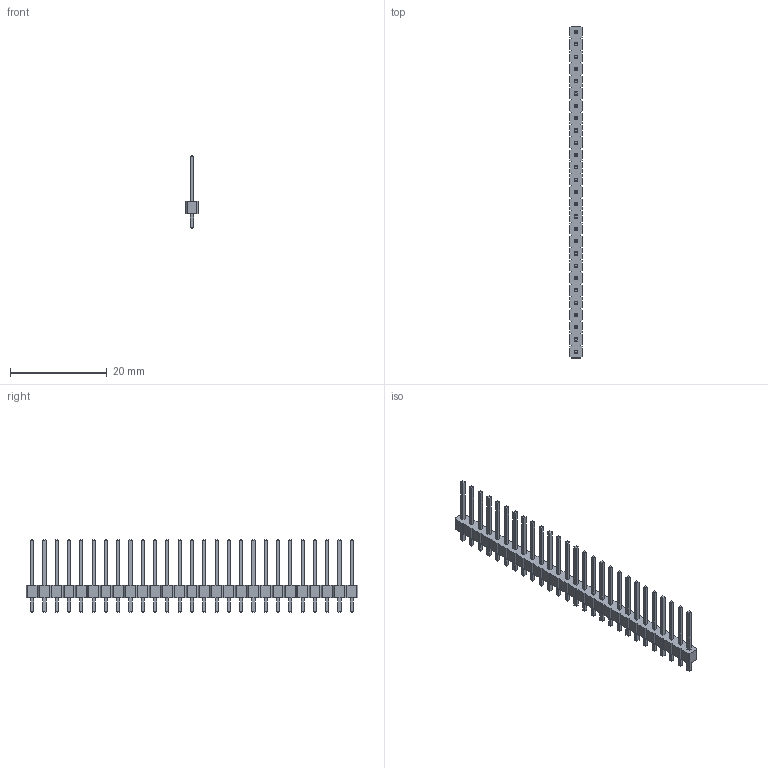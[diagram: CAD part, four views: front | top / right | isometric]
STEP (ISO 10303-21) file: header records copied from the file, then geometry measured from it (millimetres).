
FILE_DESCRIPTION(/* description */ (''),/* implementation_level */ '2;1');
FILE_NAME(/* name */ 'PinHeader_1x27_P2.54mm_Vertical.step',/* time_stamp */ '2024-09-17T13:43:23+02:00',/* author */ (''),/* organization */ (''),/* preprocessor_version */ 'ST-DEVELOPER v20',/* originating_system */ 'Autodesk Translation Framework v13.14.0.145',/* authorisation */ '');
FILE_SCHEMA (('AUTOMOTIVE_DESIGN { 1 0 10303 214 3 1 1 }'));
Length unit declared in the file: millimetre
Products named in the file (1): PinHeader_1x27_P2.54mm_Vertical
Bounding box: 2.54 x 68.58 x 15 mm (x, y, z)
Volume: 569.9 mm3; surface area: 1575 mm2
Topology: 1 solids, 1 shells, 652 faces, 1572 edges, 976 vertices
Faces by surface type: plane 652
Entity records: 18501 total; most frequent: CARTESIAN_POINT 3201, ORIENTED_EDGE 3144, DIRECTION 2878, LINE 1572, VECTOR 1572, EDGE_CURVE 1572, VERTEX_POINT 976, EDGE_LOOP 706
